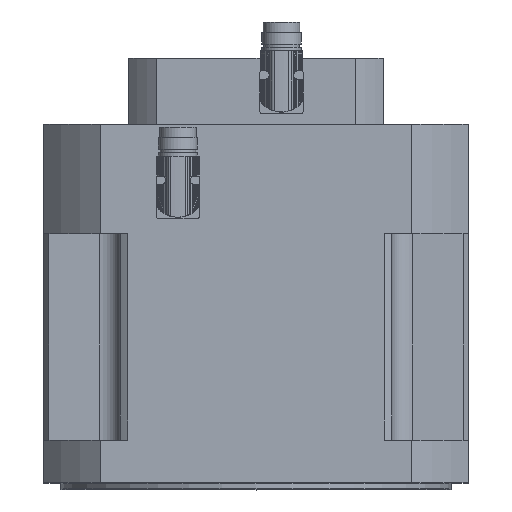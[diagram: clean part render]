
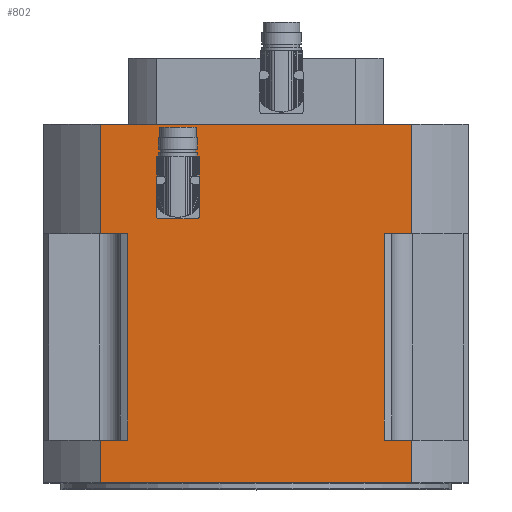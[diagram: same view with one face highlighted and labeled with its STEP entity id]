
A CAD part, top view. The second image highlights one B-rep face of the part: STEP entity #802.
In plain terms, the highlighted planar face has unit normal (0, 0, 1).
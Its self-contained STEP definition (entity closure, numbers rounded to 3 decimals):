
#802=ADVANCED_FACE('',(#1110),#1058,.T.);
#1058=PLANE('',#4589);
#1110=FACE_OUTER_BOUND('',#1338,.T.);
#1338=EDGE_LOOP('',(#1707,#1708,#1709,#1710,#1711,#1712,#1713,#1714,#1715,
#1716,#1717,#1718));
#1707=ORIENTED_EDGE('',*,*,#3469,.T.);
#1708=ORIENTED_EDGE('',*,*,#3470,.T.);
#1709=ORIENTED_EDGE('',*,*,#3471,.F.);
#1710=ORIENTED_EDGE('',*,*,#3472,.T.);
#1711=ORIENTED_EDGE('',*,*,#3473,.T.);
#1712=ORIENTED_EDGE('',*,*,#3474,.F.);
#1713=ORIENTED_EDGE('',*,*,#3475,.T.);
#1714=ORIENTED_EDGE('',*,*,#3476,.F.);
#1715=ORIENTED_EDGE('',*,*,#3477,.F.);
#1716=ORIENTED_EDGE('',*,*,#3478,.F.);
#1717=ORIENTED_EDGE('',*,*,#3479,.T.);
#1718=ORIENTED_EDGE('',*,*,#3480,.F.);
#3001=VERTEX_POINT('',#6492);
#3002=VERTEX_POINT('',#6493);
#3003=VERTEX_POINT('',#6495);
#3004=VERTEX_POINT('',#6497);
#3005=VERTEX_POINT('',#6499);
#3006=VERTEX_POINT('',#6501);
#3007=VERTEX_POINT('',#6503);
#3008=VERTEX_POINT('',#6505);
#3009=VERTEX_POINT('',#6507);
#3010=VERTEX_POINT('',#6509);
#3011=VERTEX_POINT('',#6511);
#3012=VERTEX_POINT('',#6513);
#3469=EDGE_CURVE('',#3001,#3002,#4116,.T.);
#3470=EDGE_CURVE('',#3002,#3003,#4117,.T.);
#3471=EDGE_CURVE('',#3004,#3003,#4118,.T.);
#3472=EDGE_CURVE('',#3004,#3005,#4119,.T.);
#3473=EDGE_CURVE('',#3005,#3006,#4120,.T.);
#3474=EDGE_CURVE('',#3007,#3006,#4121,.T.);
#3475=EDGE_CURVE('',#3007,#3008,#4122,.T.);
#3476=EDGE_CURVE('',#3009,#3008,#4123,.T.);
#3477=EDGE_CURVE('',#3010,#3009,#4124,.T.);
#3478=EDGE_CURVE('',#3011,#3010,#4125,.T.);
#3479=EDGE_CURVE('',#3011,#3012,#4126,.T.);
#3480=EDGE_CURVE('',#3001,#3012,#4127,.T.);
#4116=LINE('',#6491,#4372);
#4117=LINE('',#6494,#4373);
#4118=LINE('',#6496,#4374);
#4119=LINE('',#6498,#4375);
#4120=LINE('',#6500,#4376);
#4121=LINE('',#6502,#4377);
#4122=LINE('',#6504,#4378);
#4123=LINE('',#6506,#4379);
#4124=LINE('',#6508,#4380);
#4125=LINE('',#6510,#4381);
#4126=LINE('',#6512,#4382);
#4127=LINE('',#6514,#4383);
#4372=VECTOR('',#5168,1.);
#4373=VECTOR('',#5169,1.);
#4374=VECTOR('',#5170,1.);
#4375=VECTOR('',#5171,1.);
#4376=VECTOR('',#5172,1.);
#4377=VECTOR('',#5173,1.);
#4378=VECTOR('',#5174,1.);
#4379=VECTOR('',#5175,1.);
#4380=VECTOR('',#5176,1.);
#4381=VECTOR('',#5177,1.);
#4382=VECTOR('',#5178,1.);
#4383=VECTOR('',#5179,1.);
#4589=AXIS2_PLACEMENT_3D('',#6515,#5180,#5181);
#5168=DIRECTION('',(1.,0.,0.));
#5169=DIRECTION('',(0.,1.,0.));
#5170=DIRECTION('',(1.,0.,0.));
#5171=DIRECTION('',(0.,-1.,0.));
#5172=DIRECTION('',(1.,0.,0.));
#5173=DIRECTION('',(0.,1.,0.));
#5174=DIRECTION('',(-1.,0.,0.));
#5175=DIRECTION('',(0.,1.,0.));
#5176=DIRECTION('',(-1.,0.,0.));
#5177=DIRECTION('',(0.,-1.,0.));
#5178=DIRECTION('',(-1.,0.,0.));
#5179=DIRECTION('',(0.,-1.,0.));
#5180=DIRECTION('',(0.,0.,1.));
#5181=DIRECTION('',(1.,0.,0.));
#6491=CARTESIAN_POINT('',(-35.,146.,215.));
#6492=CARTESIAN_POINT('',(165.439,146.,215.));
#6493=CARTESIAN_POINT('',(181.652,146.,215.));
#6494=CARTESIAN_POINT('',(181.652,146.,215.));
#6495=CARTESIAN_POINT('',(181.652,210.5,215.));
#6496=CARTESIAN_POINT('',(-35.,210.5,215.));
#6497=CARTESIAN_POINT('',(-1.652,210.5,215.));
#6498=CARTESIAN_POINT('',(-1.652,146.,215.));
#6499=CARTESIAN_POINT('',(-1.652,146.,215.));
#6500=CARTESIAN_POINT('',(-35.,146.,215.));
#6501=CARTESIAN_POINT('',(14.561,146.,215.));
#6502=CARTESIAN_POINT('',(14.561,146.,215.));
#6503=CARTESIAN_POINT('',(14.561,24.5,215.));
#6504=CARTESIAN_POINT('',(90.,24.5,215.));
#6505=CARTESIAN_POINT('',(-1.652,24.5,215.));
#6506=CARTESIAN_POINT('',(-1.652,-0.5,215.));
#6507=CARTESIAN_POINT('',(-1.652,-0.5,215.));
#6508=CARTESIAN_POINT('',(90.,-0.5,215.));
#6509=CARTESIAN_POINT('',(181.652,-0.5,215.));
#6510=CARTESIAN_POINT('',(181.652,-0.5,215.));
#6511=CARTESIAN_POINT('',(181.652,24.5,215.));
#6512=CARTESIAN_POINT('',(90.,24.5,215.));
#6513=CARTESIAN_POINT('',(165.439,24.5,215.));
#6514=CARTESIAN_POINT('',(165.439,146.,215.));
#6515=CARTESIAN_POINT('',(90.,72.75,215.));
